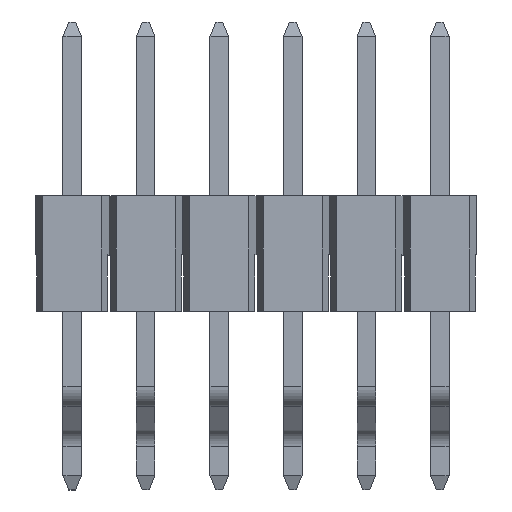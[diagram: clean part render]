
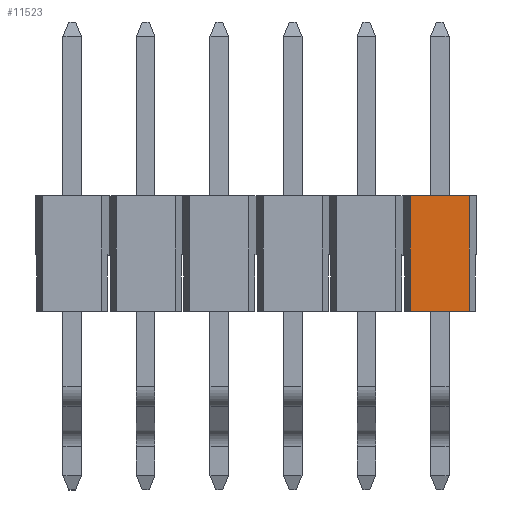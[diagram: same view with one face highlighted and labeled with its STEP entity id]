
A CAD part, top view. The second image highlights one B-rep face of the part: STEP entity #11523.
In plain terms, the highlighted planar face has unit normal (0, 0, 1).
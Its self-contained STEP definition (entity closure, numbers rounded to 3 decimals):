
#1238=ORIENTED_EDGE('',*,*,#3088,.T.);
#1239=ORIENTED_EDGE('',*,*,#3089,.F.);
#1240=ORIENTED_EDGE('',*,*,#3090,.F.);
#1241=ORIENTED_EDGE('',*,*,#3091,.T.);
#3088=EDGE_CURVE('',#4060,#4061,#4866,.T.);
#3089=EDGE_CURVE('',#4062,#4061,#4867,.T.);
#3090=EDGE_CURVE('',#4063,#4062,#4868,.T.);
#3091=EDGE_CURVE('',#4063,#4060,#4869,.T.);
#4060=VERTEX_POINT('',#15790);
#4061=VERTEX_POINT('',#15791);
#4062=VERTEX_POINT('',#15793);
#4063=VERTEX_POINT('',#15795);
#4866=LINE('',#15789,#5914);
#4867=LINE('',#15792,#5915);
#4868=LINE('',#15794,#5916);
#4869=LINE('',#15796,#5917);
#5914=VECTOR('',#13491,1000.);
#5915=VECTOR('',#13492,1000.);
#5916=VECTOR('',#13493,1000.);
#5917=VECTOR('',#13494,1000.);
#6716=EDGE_LOOP('',(#1238,#1239,#1240,#1241));
#7224=FACE_BOUND('',#6716,.T.);
#7684=PLANE('',#12114);
#11523=ADVANCED_FACE('',(#7224),#7684,.T.);
#12114=AXIS2_PLACEMENT_3D('',#15788,#13489,#13490);
#13489=DIRECTION('',(0.,0.,1.));
#13490=DIRECTION('',(0.,-1.,0.));
#13491=DIRECTION('',(0.,-1.,0.));
#13492=DIRECTION('',(-1.,0.,0.));
#13493=DIRECTION('',(0.,-1.,0.));
#13494=DIRECTION('',(-1.,0.,0.));
#15788=CARTESIAN_POINT('',(7.62,-1.27,2.54));
#15789=CARTESIAN_POINT('',(-7.37,15.515,2.54));
#15790=CARTESIAN_POINT('',(-7.37,2.73,2.54));
#15791=CARTESIAN_POINT('',(-7.37,-1.27,2.54));
#15792=CARTESIAN_POINT('',(7.62,-1.27,2.54));
#15793=CARTESIAN_POINT('',(-5.33,-1.27,2.54));
#15794=CARTESIAN_POINT('',(-5.33,15.285,2.54));
#15795=CARTESIAN_POINT('',(-5.33,2.73,2.54));
#15796=CARTESIAN_POINT('',(7.62,2.73,2.54));
